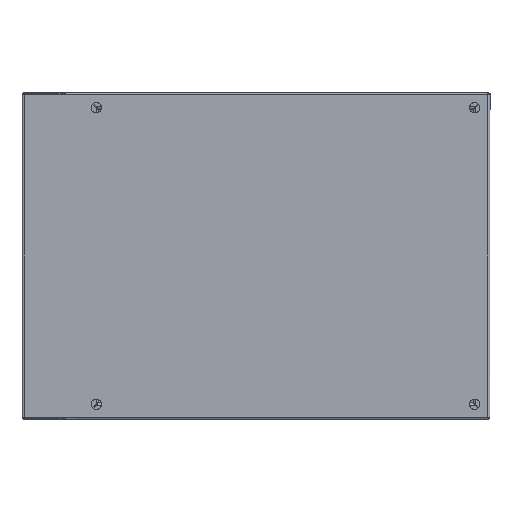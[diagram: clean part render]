
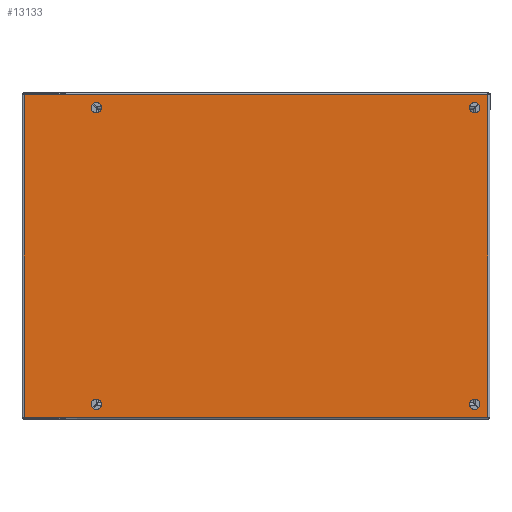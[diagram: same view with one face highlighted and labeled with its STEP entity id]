
A CAD part, left-side view. The second image highlights one B-rep face of the part: STEP entity #13133.
In plain terms, the highlighted face is planar.
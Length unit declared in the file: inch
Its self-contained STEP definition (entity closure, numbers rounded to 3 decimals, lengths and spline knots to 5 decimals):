
#331 = FACE_BOUND ( 'NONE', #6514, .T. ) ;
#709 = EDGE_CURVE ( 'NONE', #22004, #7354, #2000, .T. ) ;
#1061 = DIRECTION ( 'NONE',  ( -1., 0., 0. ) ) ;
#1330 = VERTEX_POINT ( 'NONE', #30024 ) ;
#2000 = LINE ( 'NONE', #9741, #9434 ) ;
#3536 = DIRECTION ( 'NONE',  ( 1., 0., 0. ) ) ;
#3537 = CIRCLE ( 'NONE', #23374, 0.25 ) ;
#3703 = DIRECTION ( 'NONE',  ( -1., 0., 0. ) ) ;
#3719 = EDGE_CURVE ( 'NONE', #38459, #9560, #28304, .T. ) ;
#3733 = DIRECTION ( 'NONE',  ( -1., 0., 0. ) ) ;
#4423 = CIRCLE ( 'NONE', #12671, 0.25 ) ;
#4592 = CARTESIAN_POINT ( 'NONE',  ( 7.892, 0., 11.32559 ) ) ;
#4830 = CARTESIAN_POINT ( 'NONE',  ( -7.5, 0., -10.699 ) ) ;
#5518 = AXIS2_PLACEMENT_3D ( 'NONE', #28265, #27380, #9613 ) ;
#6216 = ORIENTED_EDGE ( 'NONE', *, *, #7381, .T. ) ;
#6514 = EDGE_LOOP ( 'NONE', ( #28581, #27367 ) ) ;
#6976 = VECTOR ( 'NONE', #3733, 39.37008 ) ;
#7354 = VERTEX_POINT ( 'NONE', #4592 ) ;
#7381 = EDGE_CURVE ( 'NONE', #28399, #21943, #3537, .T. ) ;
#8430 = EDGE_CURVE ( 'NONE', #18701, #29090, #17381, .T. ) ;
#8505 = CARTESIAN_POINT ( 'NONE',  ( -7.25, 0., -10.699 ) ) ;
#9248 = CIRCLE ( 'NONE', #25888, 0.25 ) ;
#9292 = CARTESIAN_POINT ( 'NONE',  ( -7.25, 0., 7.801 ) ) ;
#9434 = VECTOR ( 'NONE', #3536, 39.37008 ) ;
#9560 = VERTEX_POINT ( 'NONE', #36055 ) ;
#9613 = DIRECTION ( 'NONE',  ( -1., 0., 0. ) ) ;
#9714 = CARTESIAN_POINT ( 'NONE',  ( 7., 0., -10.699 ) ) ;
#9741 = CARTESIAN_POINT ( 'NONE',  ( 0., 0., 11.32559 ) ) ;
#10107 = LINE ( 'NONE', #25561, #17037 ) ;
#10836 = CARTESIAN_POINT ( 'NONE',  ( -7.25, 0., -10.699 ) ) ;
#10864 = CARTESIAN_POINT ( 'NONE',  ( -7.25, 0., 7.801 ) ) ;
#11146 = ORIENTED_EDGE ( 'NONE', *, *, #30976, .T. ) ;
#11505 = DIRECTION ( 'NONE',  ( -1., 0., 0. ) ) ;
#12544 = CARTESIAN_POINT ( 'NONE',  ( 0., 0., -11.341 ) ) ;
#12671 = AXIS2_PLACEMENT_3D ( 'NONE', #35738, #15230, #3703 ) ;
#13133 = ADVANCED_FACE ( 'NONE', ( #36063, #331, #37955, #37003, #36560 ), #24607, .T. ) ;
#13340 = EDGE_LOOP ( 'NONE', ( #24364, #36952 ) ) ;
#14061 = DIRECTION ( 'NONE',  ( -1., 0., 0. ) ) ;
#14307 = ORIENTED_EDGE ( 'NONE', *, *, #709, .T. ) ;
#14430 = EDGE_CURVE ( 'NONE', #16139, #1330, #31923, .T. ) ;
#15230 = DIRECTION ( 'NONE',  ( 0., -1., 0. ) ) ;
#15429 = CIRCLE ( 'NONE', #27055, 0.25 ) ;
#15744 = AXIS2_PLACEMENT_3D ( 'NONE', #22061, #34137, #37018 ) ;
#16139 = VERTEX_POINT ( 'NONE', #37953 ) ;
#16784 = VECTOR ( 'NONE', #22579, 39.37008 ) ;
#16807 = AXIS2_PLACEMENT_3D ( 'NONE', #8505, #29248, #11505 ) ;
#17037 = VECTOR ( 'NONE', #26095, 39.37008 ) ;
#17381 = CIRCLE ( 'NONE', #15744, 0.25 ) ;
#17389 = CARTESIAN_POINT ( 'NONE',  ( -7., 0., -10.699 ) ) ;
#18659 = AXIS2_PLACEMENT_3D ( 'NONE', #10864, #21007, #19815 ) ;
#18701 = VERTEX_POINT ( 'NONE', #33051 ) ;
#19340 = CARTESIAN_POINT ( 'NONE',  ( 7., 0., 7.801 ) ) ;
#19494 = EDGE_LOOP ( 'NONE', ( #31655, #22353, #30780, #14307 ) ) ;
#19627 = DIRECTION ( 'NONE',  ( 0., -1., 0. ) ) ;
#19815 = DIRECTION ( 'NONE',  ( -1., 0., 0. ) ) ;
#20645 = EDGE_CURVE ( 'NONE', #7354, #38459, #26544, .T. ) ;
#21007 = DIRECTION ( 'NONE',  ( 0., -1., 0. ) ) ;
#21570 = VERTEX_POINT ( 'NONE', #33908 ) ;
#21943 = VERTEX_POINT ( 'NONE', #4830 ) ;
#22004 = VERTEX_POINT ( 'NONE', #31526 ) ;
#22014 = VERTEX_POINT ( 'NONE', #19340 ) ;
#22061 = CARTESIAN_POINT ( 'NONE',  ( 7.25, 0., -10.699 ) ) ;
#22319 = CARTESIAN_POINT ( 'NONE',  ( 7.892, 0., 0. ) ) ;
#22353 = ORIENTED_EDGE ( 'NONE', *, *, #3719, .T. ) ;
#22579 = DIRECTION ( 'NONE',  ( 0., 0., -1. ) ) ;
#22797 = EDGE_LOOP ( 'NONE', ( #11146, #25650 ) ) ;
#23374 = AXIS2_PLACEMENT_3D ( 'NONE', #10836, #19627, #14061 ) ;
#24364 = ORIENTED_EDGE ( 'NONE', *, *, #29352, .T. ) ;
#24607 = PLANE ( 'NONE',  #37256 ) ;
#24895 = CARTESIAN_POINT ( 'NONE',  ( 7.25, 0., -10.699 ) ) ;
#25185 = CIRCLE ( 'NONE', #16807, 0.25 ) ;
#25561 = CARTESIAN_POINT ( 'NONE',  ( -7.892, 0., 0. ) ) ;
#25650 = ORIENTED_EDGE ( 'NONE', *, *, #14430, .T. ) ;
#25888 = AXIS2_PLACEMENT_3D ( 'NONE', #9292, #26807, #27203 ) ;
#26095 = DIRECTION ( 'NONE',  ( 0., 0., 1. ) ) ;
#26440 = EDGE_CURVE ( 'NONE', #21570, #22014, #35481, .T. ) ;
#26544 = LINE ( 'NONE', #22319, #16784 ) ;
#26807 = DIRECTION ( 'NONE',  ( 0., -1., 0. ) ) ;
#27055 = AXIS2_PLACEMENT_3D ( 'NONE', #24895, #30909, #33887 ) ;
#27203 = DIRECTION ( 'NONE',  ( -1., 0., 0. ) ) ;
#27367 = ORIENTED_EDGE ( 'NONE', *, *, #8430, .T. ) ;
#27380 = DIRECTION ( 'NONE',  ( 0., -1., 0. ) ) ;
#28265 = CARTESIAN_POINT ( 'NONE',  ( 7.25, 0., 7.801 ) ) ;
#28304 = LINE ( 'NONE', #12544, #6976 ) ;
#28399 = VERTEX_POINT ( 'NONE', #17389 ) ;
#28581 = ORIENTED_EDGE ( 'NONE', *, *, #36232, .T. ) ;
#29090 = VERTEX_POINT ( 'NONE', #9714 ) ;
#29248 = DIRECTION ( 'NONE',  ( 0., -1., 0. ) ) ;
#29352 = EDGE_CURVE ( 'NONE', #22014, #21570, #4423, .T. ) ;
#30024 = CARTESIAN_POINT ( 'NONE',  ( -7.5, 0., 7.801 ) ) ;
#30780 = ORIENTED_EDGE ( 'NONE', *, *, #31225, .T. ) ;
#30909 = DIRECTION ( 'NONE',  ( 0., -1., 0. ) ) ;
#30976 = EDGE_CURVE ( 'NONE', #1330, #16139, #9248, .T. ) ;
#31225 = EDGE_CURVE ( 'NONE', #9560, #22004, #10107, .T. ) ;
#31526 = CARTESIAN_POINT ( 'NONE',  ( -7.892, 0., 11.32559 ) ) ;
#31655 = ORIENTED_EDGE ( 'NONE', *, *, #20645, .T. ) ;
#31923 = CIRCLE ( 'NONE', #18659, 0.25 ) ;
#33051 = CARTESIAN_POINT ( 'NONE',  ( 7.5, 0., -10.699 ) ) ;
#33472 = CARTESIAN_POINT ( 'NONE',  ( 0., 0., 0. ) ) ;
#33887 = DIRECTION ( 'NONE',  ( -1., 0., 0. ) ) ;
#33908 = CARTESIAN_POINT ( 'NONE',  ( 7.5, 0., 7.801 ) ) ;
#34137 = DIRECTION ( 'NONE',  ( 0., -1., 0. ) ) ;
#35445 = ORIENTED_EDGE ( 'NONE', *, *, #35851, .T. ) ;
#35481 = CIRCLE ( 'NONE', #5518, 0.25 ) ;
#35519 = EDGE_LOOP ( 'NONE', ( #35445, #6216 ) ) ;
#35738 = CARTESIAN_POINT ( 'NONE',  ( 7.25, 0., 7.801 ) ) ;
#35851 = EDGE_CURVE ( 'NONE', #21943, #28399, #25185, .T. ) ;
#36055 = CARTESIAN_POINT ( 'NONE',  ( -7.892, 0., -11.341 ) ) ;
#36063 = FACE_OUTER_BOUND ( 'NONE', #19494, .T. ) ;
#36232 = EDGE_CURVE ( 'NONE', #29090, #18701, #15429, .T. ) ;
#36362 = CARTESIAN_POINT ( 'NONE',  ( 7.892, 0., -11.341 ) ) ;
#36487 = DIRECTION ( 'NONE',  ( 0., 1., 0. ) ) ;
#36560 = FACE_BOUND ( 'NONE', #35519, .T. ) ;
#36952 = ORIENTED_EDGE ( 'NONE', *, *, #26440, .T. ) ;
#37003 = FACE_BOUND ( 'NONE', #22797, .T. ) ;
#37018 = DIRECTION ( 'NONE',  ( -1., 0., 0. ) ) ;
#37256 = AXIS2_PLACEMENT_3D ( 'NONE', #33472, #36487, #1061 ) ;
#37953 = CARTESIAN_POINT ( 'NONE',  ( -7., 0., 7.801 ) ) ;
#37955 = FACE_BOUND ( 'NONE', #13340, .T. ) ;
#38459 = VERTEX_POINT ( 'NONE', #36362 ) ;
